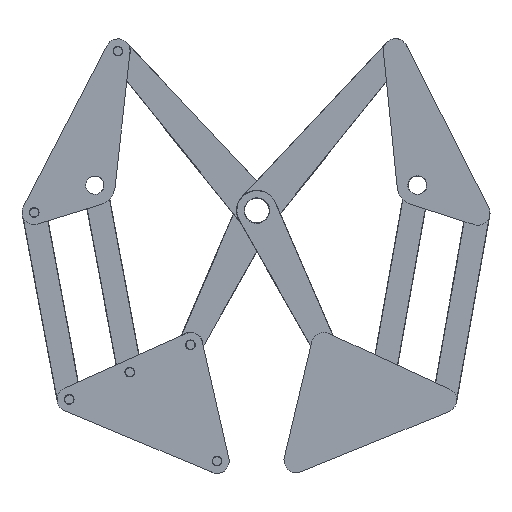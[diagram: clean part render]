
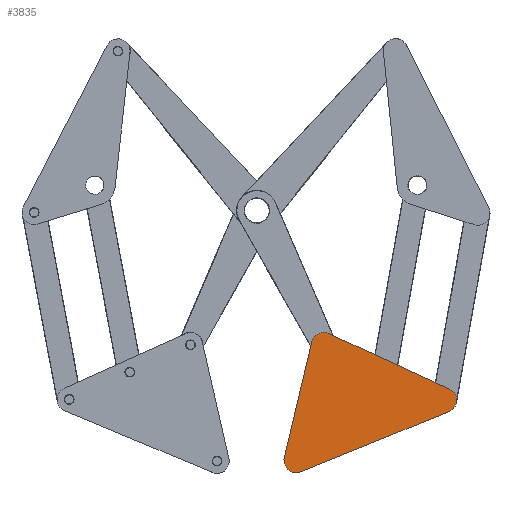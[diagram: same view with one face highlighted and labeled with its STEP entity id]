
A CAD part, front view. The second image highlights one B-rep face of the part: STEP entity #3835.
In plain terms, the highlighted face is planar.
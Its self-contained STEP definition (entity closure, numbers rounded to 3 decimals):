
#354=PLANE('',#4251);
#604=FACE_OUTER_BOUND('',#893,.T.);
#893=EDGE_LOOP('',(#3212,#3213,#3214,#3215,#3216,#3217));
#1158=LINE('',#6398,#1431);
#1161=LINE('',#6406,#1434);
#1164=LINE('',#6414,#1437);
#1431=VECTOR('',#5209,10.);
#1434=VECTOR('',#5218,10.);
#1437=VECTOR('',#5227,10.);
#1692=CIRCLE('',#4244,7.5);
#1693=CIRCLE('',#4247,7.5);
#1694=CIRCLE('',#4250,7.5);
#1966=VERTEX_POINT('',#6395);
#1967=VERTEX_POINT('',#6397);
#1968=VERTEX_POINT('',#6401);
#1969=VERTEX_POINT('',#6405);
#1970=VERTEX_POINT('',#6409);
#1971=VERTEX_POINT('',#6413);
#2386=EDGE_CURVE('',#1967,#1966,#1158,.T.);
#2388=EDGE_CURVE('',#1968,#1967,#1692,.T.);
#2390=EDGE_CURVE('',#1969,#1968,#1161,.T.);
#2392=EDGE_CURVE('',#1970,#1969,#1693,.T.);
#2394=EDGE_CURVE('',#1971,#1970,#1164,.T.);
#2396=EDGE_CURVE('',#1966,#1971,#1694,.T.);
#3212=ORIENTED_EDGE('',*,*,#2396,.T.);
#3213=ORIENTED_EDGE('',*,*,#2394,.T.);
#3214=ORIENTED_EDGE('',*,*,#2392,.T.);
#3215=ORIENTED_EDGE('',*,*,#2390,.T.);
#3216=ORIENTED_EDGE('',*,*,#2388,.T.);
#3217=ORIENTED_EDGE('',*,*,#2386,.T.);
#3835=ADVANCED_FACE('',(#604),#354,.T.);
#4244=AXIS2_PLACEMENT_3D('',#6402,#5213,#5214);
#4247=AXIS2_PLACEMENT_3D('',#6410,#5222,#5223);
#4250=AXIS2_PLACEMENT_3D('',#6417,#5231,#5232);
#4251=AXIS2_PLACEMENT_3D('',#6419,#5234,#5235);
#5209=DIRECTION('',(-0.197,0.,-0.98));
#5213=DIRECTION('center_axis',(0.,1.,0.));
#5214=DIRECTION('ref_axis',(1.,0.,0.));
#5218=DIRECTION('',(1.,0.,0.));
#5222=DIRECTION('center_axis',(0.,1.,0.));
#5223=DIRECTION('ref_axis',(1.,0.,0.));
#5227=DIRECTION('',(-0.683,0.,0.73));
#5231=DIRECTION('center_axis',(0.,1.,0.));
#5232=DIRECTION('ref_axis',(1.,0.,0.));
#5234=DIRECTION('center_axis',(0.,1.,0.));
#5235=DIRECTION('ref_axis',(1.,0.,0.));
#6395=CARTESIAN_POINT('',(33.763,3.,-73.411));
#6397=CARTESIAN_POINT('',(48.252,3.,-1.481));
#6398=CARTESIAN_POINT('',(33.763,3.,-73.411));
#6401=CARTESIAN_POINT('',(40.9,3.,7.5));
#6402=CARTESIAN_POINT('Origin',(40.9,3.,0.));
#6405=CARTESIAN_POINT('',(-40.9,3.,7.5));
#6406=CARTESIAN_POINT('',(40.9,3.,7.5));
#6409=CARTESIAN_POINT('',(-46.376,3.,-5.125));
#6410=CARTESIAN_POINT('Origin',(-40.9,3.,0.));
#6413=CARTESIAN_POINT('',(20.935,3.,-77.055));
#6414=CARTESIAN_POINT('',(-46.376,3.,-5.125));
#6417=CARTESIAN_POINT('Origin',(26.411,3.,-71.93));
#6419=CARTESIAN_POINT('Origin',(0.,3.,-35.965));
